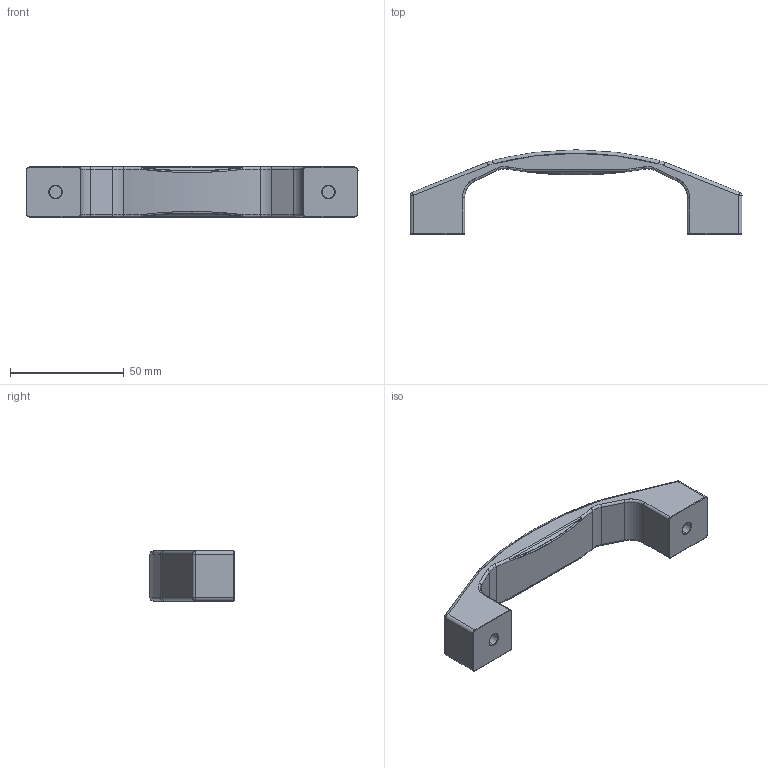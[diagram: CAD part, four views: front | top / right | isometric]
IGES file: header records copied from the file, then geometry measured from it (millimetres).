
Start section: SolidWorks IGES file using analytic representation for surfaces
Global section: file name: HDS-782-120.IGS; native system: SolidWorks 2016; preprocessor: SolidWorks 2016; author: death; date: 230925.152121; units: millimetre
Bounding box: 146 x 37 x 22 mm (x, y, z)
Surface area: 12012.9 mm2 (no closed solid volume)
Topology: 0 solids, 0 shells, 96 faces, 670 edges, 662 vertices
Faces by surface type: revolution 50, bspline 46
